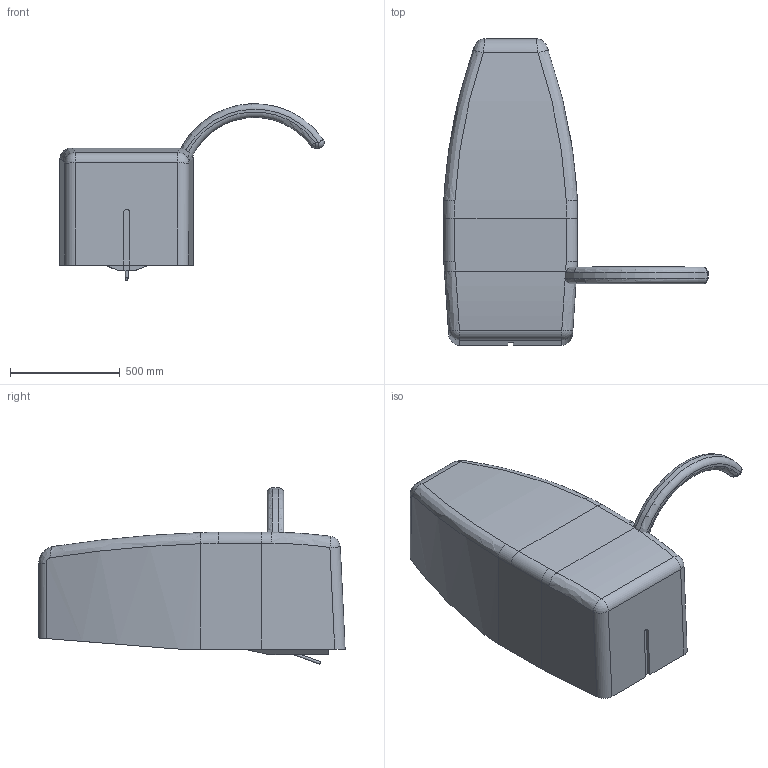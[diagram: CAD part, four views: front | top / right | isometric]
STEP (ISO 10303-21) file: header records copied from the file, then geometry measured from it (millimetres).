
FILE_DESCRIPTION(/* description */ (''),/* implementation_level */ '2;1');
FILE_NAME(/* name */ 'SPU_model_[STP].stp',/* time_stamp */ '2022-01-06T14:45:47+01:00',/* author */ ('Odwalla'),/* organization */ (''),/* preprocessor_version */ 'ST-DEVELOPER v18.1',/* originating_system */ 'AutoCAD Mechanical',/* authorisation */ '');
FILE_SCHEMA (('AUTOMOTIVE_DESIGN { 1 0 10303 214 3 1 1 }'));
Length unit declared in the file: inch
Products named in the file (1): Product
Bounding box: 1206.17 x 1397 x 805.59 mm (x, y, z)
Volume: 257649982.8 mm3; surface area: 5622263.5 mm2
Topology: 3 solids, 3 shells, 101 faces, 253 edges, 158 vertices
Faces by surface type: plane 42, cylinder 37, sphere 10, bspline 6, torus 6
Full cylindrical faces by diameter (mm): 12.7 x1, 30.48 x4, 203.2 x1
Entity records: 3570 total; most frequent: CARTESIAN_POINT 1141, DIRECTION 499, ORIENTED_EDGE 498, EDGE_CURVE 249, AXIS2_PLACEMENT_3D 183, VERTEX_POINT 158, LINE 133, VECTOR 133
